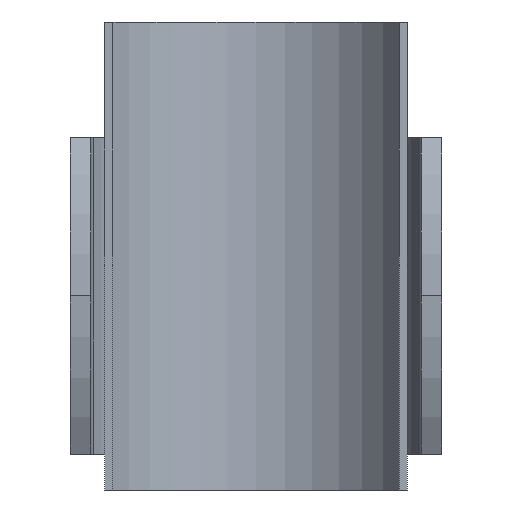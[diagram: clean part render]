
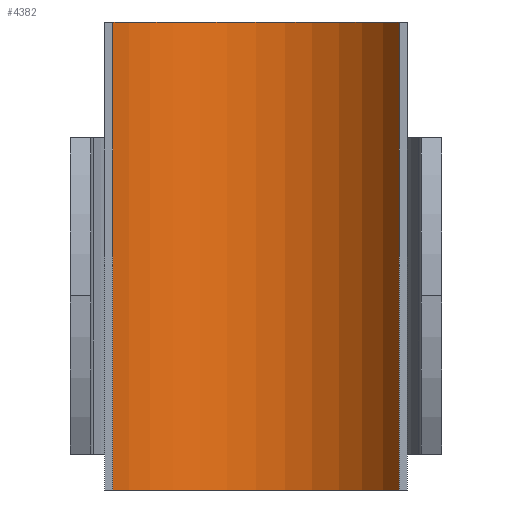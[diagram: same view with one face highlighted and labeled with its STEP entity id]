
A CAD part, front view. The second image highlights one B-rep face of the part: STEP entity #4382.
In plain terms, the highlighted cylindrical face has radius 12 mm (diameter 24 mm), a partial arc.
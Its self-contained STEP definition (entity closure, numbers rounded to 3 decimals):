
#116 = DIRECTION ( 'NONE',  ( 1., 0., 0. ) ) ;
#561 = ORIENTED_EDGE ( 'NONE', *, *, #4276, .T. ) ;
#581 = ORIENTED_EDGE ( 'NONE', *, *, #3474, .F. ) ;
#588 = ORIENTED_EDGE ( 'NONE', *, *, #2396, .F. ) ;
#601 = ORIENTED_EDGE ( 'NONE', *, *, #2515, .T. ) ;
#606 = CARTESIAN_POINT ( 'NONE',  ( 0., -12., 17. ) ) ;
#668 = VERTEX_POINT ( 'NONE', #6053 ) ;
#715 = VERTEX_POINT ( 'NONE', #4141 ) ;
#778 = VERTEX_POINT ( 'NONE', #5642 ) ;
#823 = DIRECTION ( 'NONE',  ( 0., 0., -1. ) ) ;
#928 = CYLINDRICAL_SURFACE ( 'NONE', #5875, 12. ) ;
#968 = DIRECTION ( 'NONE',  ( 0., 0., -1. ) ) ;
#1022 = FACE_OUTER_BOUND ( 'NONE', #3817, .T. ) ;
#1157 = CIRCLE ( 'NONE', #1498, 12. ) ;
#1218 = VERTEX_POINT ( 'NONE', #1897 ) ;
#1498 = AXIS2_PLACEMENT_3D ( 'NONE', #5928, #3375, #5269 ) ;
#1897 = CARTESIAN_POINT ( 'NONE',  ( 10.392, -6., -17. ) ) ;
#1964 = VECTOR ( 'NONE', #5695, 1000. ) ;
#2030 = LINE ( 'NONE', #5175, #1964 ) ;
#2103 = AXIS2_PLACEMENT_3D ( 'NONE', #606, #3364, #116 ) ;
#2396 = EDGE_CURVE ( 'NONE', #778, #715, #3501, .T. ) ;
#2515 = EDGE_CURVE ( 'NONE', #778, #668, #3290, .T. ) ;
#3276 = VECTOR ( 'NONE', #968, 1000. ) ;
#3290 = LINE ( 'NONE', #5616, #3276 ) ;
#3364 = DIRECTION ( 'NONE',  ( 0., 0., -1. ) ) ;
#3375 = DIRECTION ( 'NONE',  ( 0., 0., -1. ) ) ;
#3474 = EDGE_CURVE ( 'NONE', #715, #1218, #2030, .T. ) ;
#3501 = CIRCLE ( 'NONE', #2103, 12. ) ;
#3817 = EDGE_LOOP ( 'NONE', ( #561, #581, #588, #601 ) ) ;
#4007 = DIRECTION ( 'NONE',  ( -1., 0., 0. ) ) ;
#4141 = CARTESIAN_POINT ( 'NONE',  ( 10.392, -6., 17. ) ) ;
#4276 = EDGE_CURVE ( 'NONE', #668, #1218, #1157, .T. ) ;
#4382 = ADVANCED_FACE ( 'NONE', ( #1022 ), #928, .F. ) ;
#5175 = CARTESIAN_POINT ( 'NONE',  ( 10.392, -6., 17. ) ) ;
#5269 = DIRECTION ( 'NONE',  ( 1., 0., 0. ) ) ;
#5616 = CARTESIAN_POINT ( 'NONE',  ( -10.392, -6., 17. ) ) ;
#5642 = CARTESIAN_POINT ( 'NONE',  ( -10.392, -6., 17. ) ) ;
#5695 = DIRECTION ( 'NONE',  ( 0., 0., -1. ) ) ;
#5875 = AXIS2_PLACEMENT_3D ( 'NONE', #5930, #823, #4007 ) ;
#5928 = CARTESIAN_POINT ( 'NONE',  ( 0., -12., -17. ) ) ;
#5930 = CARTESIAN_POINT ( 'NONE',  ( 0., -12., 17. ) ) ;
#6053 = CARTESIAN_POINT ( 'NONE',  ( -10.392, -6., -17. ) ) ;
